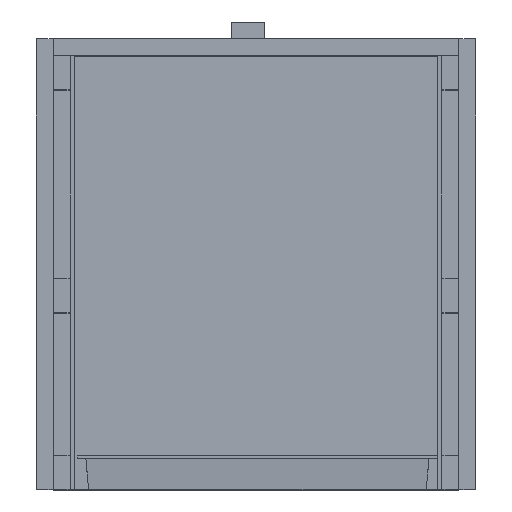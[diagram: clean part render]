
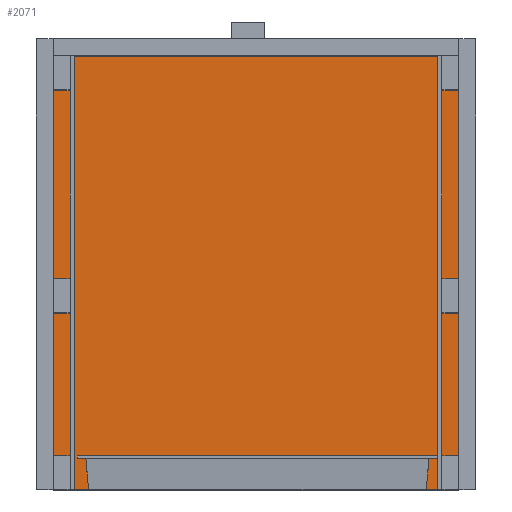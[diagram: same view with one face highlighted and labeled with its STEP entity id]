
A CAD part, top view. The second image highlights one B-rep face of the part: STEP entity #2071.
In plain terms, the highlighted planar face has unit normal (0, 0, 1).
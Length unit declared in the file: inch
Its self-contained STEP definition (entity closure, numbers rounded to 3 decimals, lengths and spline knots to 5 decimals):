
#1205=VERTEX_POINT('',#2585);
#1206=VERTEX_POINT('',#2586);
#1209=VERTEX_POINT('',#2594);
#1211=VERTEX_POINT('',#2600);
#1212=VERTEX_POINT('',#2601);
#1215=VERTEX_POINT('',#2609);
#1218=VERTEX_POINT('',#2617);
#1219=VERTEX_POINT('',#2621);
#1313=VECTOR('',#2280,1.);
#1317=VECTOR('',#2285,1.);
#1320=VECTOR('',#2289,1.);
#1324=VECTOR('',#2294,1.);
#1329=VECTOR('',#2300,1.);
#1330=VECTOR('',#2302,1.);
#1333=VECTOR('',#2306,1.);
#1335=VECTOR('',#2309,1.);
#1445=LINE('',#2584,#1313);
#1449=LINE('',#2593,#1317);
#1452=LINE('',#2599,#1320);
#1456=LINE('',#2608,#1324);
#1461=LINE('',#2618,#1329);
#1462=LINE('',#2620,#1330);
#1465=LINE('',#2626,#1333);
#1467=LINE('',#2629,#1335);
#1577=EDGE_CURVE('',#1205,#1206,#1445,.T.);
#1581=EDGE_CURVE('',#1209,#1205,#1449,.T.);
#1584=EDGE_CURVE('',#1211,#1212,#1452,.T.);
#1588=EDGE_CURVE('',#1215,#1211,#1456,.T.);
#1593=EDGE_CURVE('',#1218,#1206,#1461,.T.);
#1594=EDGE_CURVE('',#1215,#1219,#1462,.T.);
#1597=EDGE_CURVE('',#1209,#1212,#1465,.T.);
#1599=EDGE_CURVE('',#1219,#1218,#1467,.T.);
#1801=ORIENTED_EDGE('',*,*,#1577,.T.);
#1802=ORIENTED_EDGE('',*,*,#1593,.F.);
#1803=ORIENTED_EDGE('',*,*,#1599,.F.);
#1804=ORIENTED_EDGE('',*,*,#1594,.F.);
#1805=ORIENTED_EDGE('',*,*,#1588,.T.);
#1806=ORIENTED_EDGE('',*,*,#1584,.T.);
#1807=ORIENTED_EDGE('',*,*,#1597,.F.);
#1808=ORIENTED_EDGE('',*,*,#1581,.T.);
#1949=EDGE_LOOP('',(#1801,#1802,#1803,#1804,#1805,#1806,#1807,#1808));
#2011=FACE_BOUND('',#1949,.T.);
#2071=ADVANCED_FACE('',(#2011),#2807,.T.);
#2131=AXIS2_PLACEMENT_3D('',#2631,#2311,$);
#2280=DIRECTION('',(1.,0.,0.));
#2285=DIRECTION('',(0.,1.,0.));
#2289=DIRECTION('',(0.,-1.,0.));
#2294=DIRECTION('',(1.,0.,0.));
#2300=DIRECTION('',(0.,-1.,0.));
#2302=DIRECTION('',(0.,1.,0.));
#2306=DIRECTION('',(-1.,0.,0.));
#2309=DIRECTION('',(1.,0.,0.));
#2311=DIRECTION('',(0.,0.,1.));
#2584=CARTESIAN_POINT('',(4.5,1.5,0.1875));
#2585=CARTESIAN_POINT('',(8.25,1.5,0.1875));
#2586=CARTESIAN_POINT('',(9.75,1.5,0.1875));
#2593=CARTESIAN_POINT('',(8.25,5.375,0.1875));
#2594=CARTESIAN_POINT('',(8.25,0.,0.1875));
#2599=CARTESIAN_POINT('',(-8.25,5.375,0.1875));
#2600=CARTESIAN_POINT('',(-8.25,1.5,0.1875));
#2601=CARTESIAN_POINT('',(-8.25,0.,0.1875));
#2608=CARTESIAN_POINT('',(-4.5,1.5,0.1875));
#2609=CARTESIAN_POINT('',(-9.75,1.5,0.1875));
#2617=CARTESIAN_POINT('',(9.75,20.,0.1875));
#2618=CARTESIAN_POINT('',(9.75,20.,0.1875));
#2620=CARTESIAN_POINT('',(-9.75,0.,0.1875));
#2621=CARTESIAN_POINT('',(-9.75,20.,0.1875));
#2626=CARTESIAN_POINT('',(9.75,0.,0.1875));
#2629=CARTESIAN_POINT('',(-9.75,20.,0.1875));
#2631=CARTESIAN_POINT('',(0.,10.,0.1875));
#2807=PLANE('',#2131);
